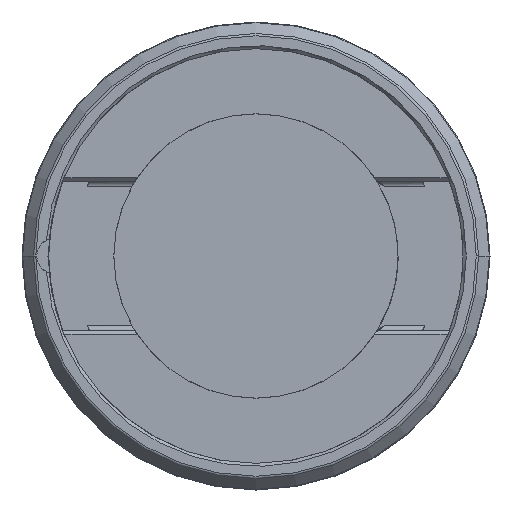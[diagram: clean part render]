
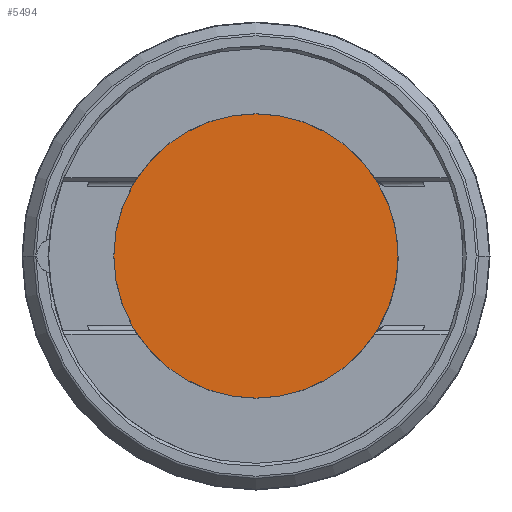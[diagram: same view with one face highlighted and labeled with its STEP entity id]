
A CAD part, front view. The second image highlights one B-rep face of the part: STEP entity #5494.
In plain terms, the highlighted planar face has unit normal (0, -1, 0).
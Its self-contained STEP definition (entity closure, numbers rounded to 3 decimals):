
#2103=CARTESIAN_POINT('',(0.,-108.7,0.));
#2104=DIRECTION('',(0.,-1.,0.));
#2105=DIRECTION('',(1.,0.,0.));
#2106=AXIS2_PLACEMENT_3D('',#2103,#2104,#2105);
#2108=CARTESIAN_POINT('',(0.,-108.7,0.));
#2109=DIRECTION('',(0.,-1.,0.));
#2110=DIRECTION('',(-1.,0.,0.));
#2111=AXIS2_PLACEMENT_3D('',#2108,#2109,#2110);
#2831=CARTESIAN_POINT('',(24.,-108.7,0.));
#2832=CARTESIAN_POINT('',(-24.,-108.7,0.));
#2833=VERTEX_POINT('',#2831);
#2834=VERTEX_POINT('',#2832);
#5485=CARTESIAN_POINT('',(0.,-108.7,0.));
#5486=DIRECTION('',(0.,1.,0.));
#5487=DIRECTION('',(-1.,0.,0.));
#5488=AXIS2_PLACEMENT_3D('',#5485,#5486,#5487);
#5489=PLANE('',#5488);
#5490=ORIENTED_EDGE('',*,*,#5441,.F.);
#5491=ORIENTED_EDGE('',*,*,#5467,.F.);
#5492=EDGE_LOOP('',(#5490,#5491));
#5493=FACE_OUTER_BOUND('',#5492,.F.);
#5494=ADVANCED_FACE('',(#5493),#5489,.F.);
#2107=CIRCLE('',#2106,24.);
#2112=CIRCLE('',#2111,24.);
#5441=EDGE_CURVE('',#2833,#2834,#2107,.T.);
#5467=EDGE_CURVE('',#2834,#2833,#2112,.T.);
